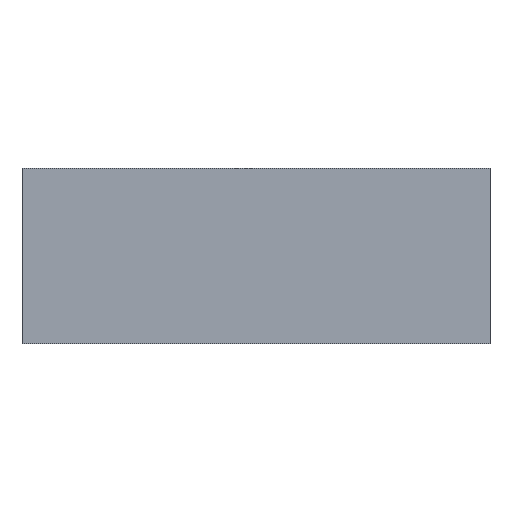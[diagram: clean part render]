
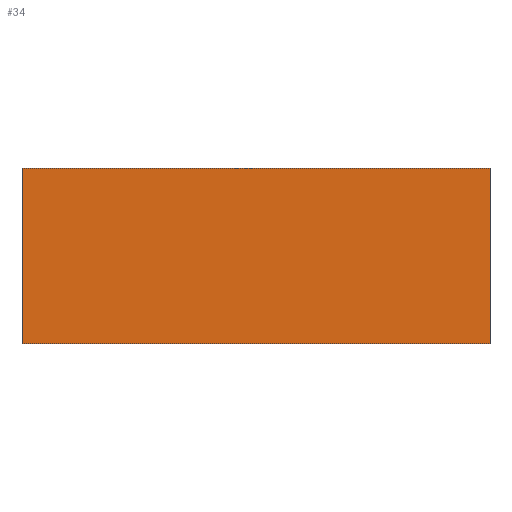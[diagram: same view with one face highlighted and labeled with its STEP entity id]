
A CAD part, top view. The second image highlights one B-rep face of the part: STEP entity #34.
In plain terms, the highlighted planar face has unit normal (0, 0, 1).
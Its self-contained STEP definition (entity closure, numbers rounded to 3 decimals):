
#34 = ADVANCED_FACE( '', ( #65 ), #66, .T. );
#65 = FACE_OUTER_BOUND( '', #90, .T. );
#66 = PLANE( '', #91 );
#90 = EDGE_LOOP( '', ( #119, #120, #121, #122 ) );
#91 = AXIS2_PLACEMENT_3D( '', #123, #124, #125 );
#119 = ORIENTED_EDGE( '', *, *, #153, .T. );
#120 = ORIENTED_EDGE( '', *, *, #160, .T. );
#121 = ORIENTED_EDGE( '', *, *, #161, .T. );
#122 = ORIENTED_EDGE( '', *, *, #157, .T. );
#123 = CARTESIAN_POINT( '', ( 0., 0., 2. ) );
#124 = DIRECTION( '', ( 0., 0., 1. ) );
#125 = DIRECTION( '', ( 1., 0., 0. ) );
#153 = EDGE_CURVE( '', #174, #172, #175, .T. );
#157 = EDGE_CURVE( '', #180, #174, #181, .T. );
#160 = EDGE_CURVE( '', #172, #184, #185, .T. );
#161 = EDGE_CURVE( '', #184, #180, #186, .T. );
#172 = VERTEX_POINT( '', #199 );
#174 = VERTEX_POINT( '', #202 );
#175 = LINE( '', #203, #204 );
#180 = VERTEX_POINT( '', #211 );
#181 = LINE( '', #212, #213 );
#184 = VERTEX_POINT( '', #217 );
#185 = LINE( '', #218, #219 );
#186 = LINE( '', #220, #221 );
#199 = CARTESIAN_POINT( '', ( 0., 15., 2. ) );
#202 = CARTESIAN_POINT( '', ( 40., 15., 2. ) );
#203 = CARTESIAN_POINT( '', ( 40., 15., 2. ) );
#204 = VECTOR( '', #234, 1000. );
#211 = CARTESIAN_POINT( '', ( 40., 0., 2. ) );
#212 = CARTESIAN_POINT( '', ( 40., 0., 2. ) );
#213 = VECTOR( '', #237, 1000. );
#217 = CARTESIAN_POINT( '', ( 0., 0., 2. ) );
#218 = CARTESIAN_POINT( '', ( 0., 15., 2. ) );
#219 = VECTOR( '', #239, 1000. );
#220 = CARTESIAN_POINT( '', ( 0., 0., 2. ) );
#221 = VECTOR( '', #240, 1000. );
#234 = DIRECTION( '', ( -1., 0., 0. ) );
#237 = DIRECTION( '', ( 0., 1., 0. ) );
#239 = DIRECTION( '', ( 0., -1., 0. ) );
#240 = DIRECTION( '', ( 1., 0., 0. ) );
